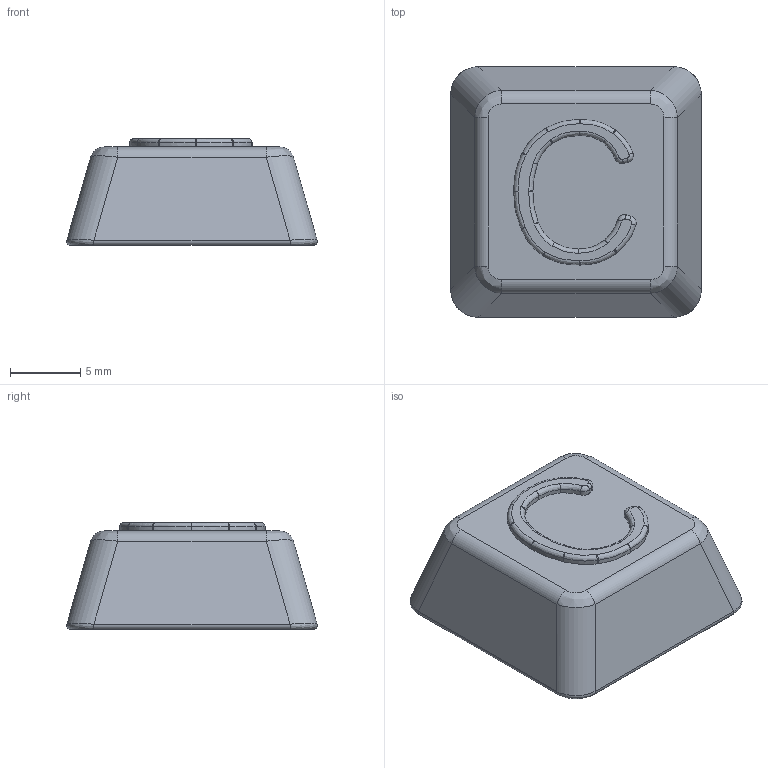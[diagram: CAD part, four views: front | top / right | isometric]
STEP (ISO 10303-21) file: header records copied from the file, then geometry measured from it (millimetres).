
FILE_DESCRIPTION(/* description */ (''),/* implementation_level */ '2;1');
FILE_NAME(/* name */ 'C button Conv v1.step',/* time_stamp */ '2022-02-04T15:52:04+01:00',/* author */ (''),/* organization */ (''),/* preprocessor_version */ 'ST-DEVELOPER v18.1',/* originating_system */ 'Autodesk Translation Framework v10.13.0.1454',/* authorisation */ '');
FILE_SCHEMA (('AUTOMOTIVE_DESIGN { 1 0 10303 214 3 1 1 }'));
Length unit declared in the file: millimetre
Products named in the file (1): C button Conv
Bounding box: 17.8 x 17.8 x 7.6 mm (x, y, z)
Volume: 972.7 mm3; surface area: 1251.7 mm2
Topology: 1 solids, 1 shells, 184 faces, 429 edges, 248 vertices
Faces by surface type: bspline 90, cylinder 54, plane 32, sphere 8
Entity records: 7485 total; most frequent: CARTESIAN_POINT 3756, ORIENTED_EDGE 852, DIRECTION 621, EDGE_CURVE 426, VERTEX_POINT 248, AXIS2_PLACEMENT_3D 242, EDGE_LOOP 188, FACE_OUTER_BOUND 184
